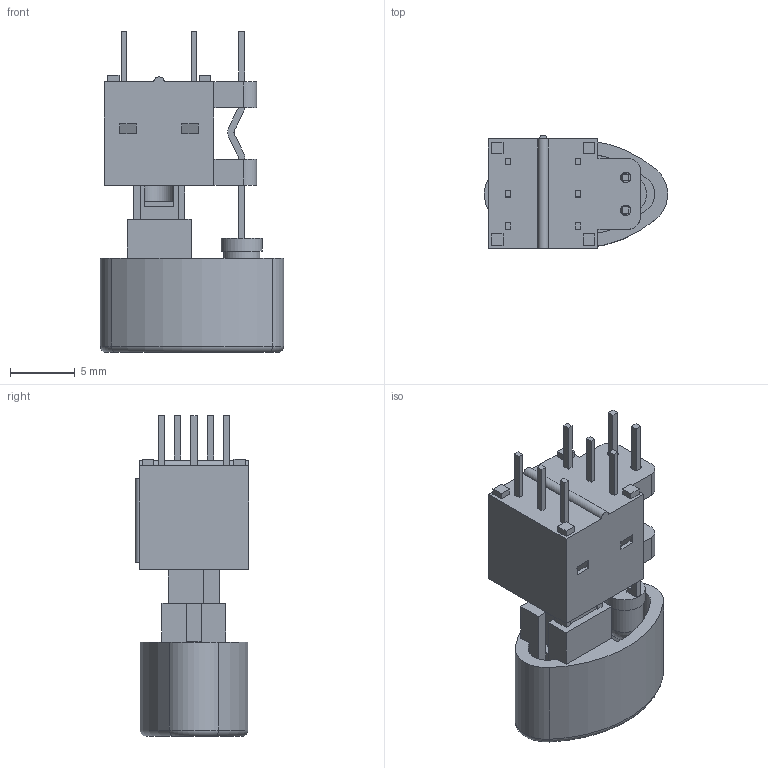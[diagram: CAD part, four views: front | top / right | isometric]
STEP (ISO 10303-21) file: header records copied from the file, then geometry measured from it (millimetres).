
FILE_DESCRIPTION((' '),'2;1');
FILE_NAME('TL2205xxBPxB.stp','2017-07-25T16:03:41',(' '),(' '),' ','ACIS',' ');
FILE_SCHEMA(('CONFIG_CONTROL_DESIGN'));
Length unit declared in the file: inch
Products named in the file (3): TL2205xxBPxB.stp; Body1; Body2
Assembly tree (2 placements, depth 2):
  TL2205xxBPxB.stp
    Body1
    Body2
Bounding box: 14.2 x 8.8 x 24.85 mm (x, y, z)
Volume: 997.3 mm3; surface area: 2001.6 mm2
Topology: 2 solids, 2 shells, 332 faces, 903 edges, 589 vertices
Faces by surface type: plane 289, cylinder 38, torus 4, sphere 1
Full cylindrical faces by diameter (mm): 0.8 x4, 2.8 x1, 3 x1, 3.2 x1
Entity records: 10656 total; most frequent: CARTESIAN_POINT 1815, ORIENTED_EDGE 1784, DIRECTION 1650, EDGE_CURVE 892, VECTOR 808, LINE 808, VERTEX_POINT 586, AXIS2_PLACEMENT_3D 421
